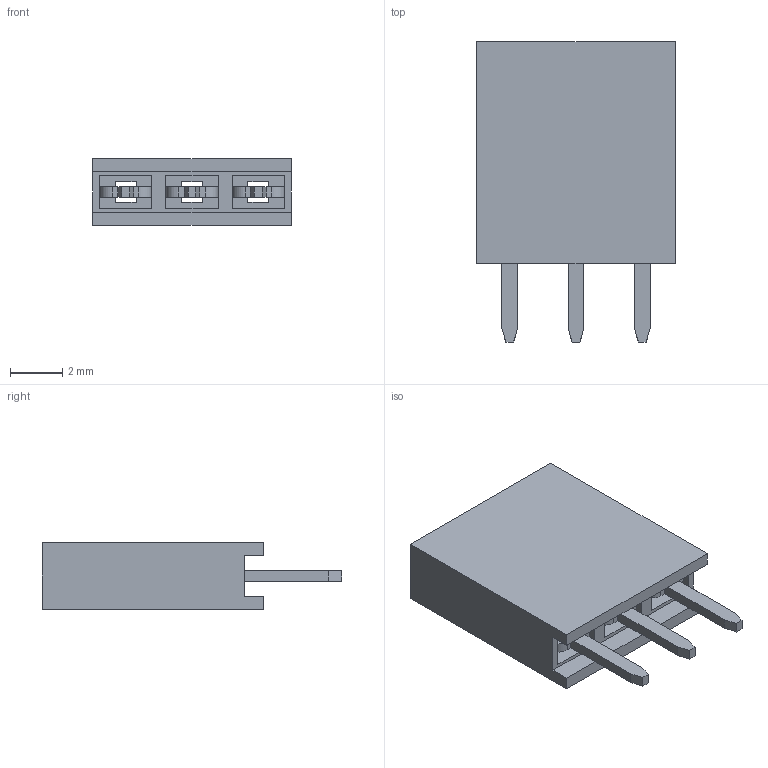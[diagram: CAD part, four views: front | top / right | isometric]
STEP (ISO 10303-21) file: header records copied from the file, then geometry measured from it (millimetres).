
FILE_DESCRIPTION (( 'STEP AP214' ), '1' );
FILE_NAME ('User Library-PBS-3.STEP', '2021-03-07T09:56:22', ( '' ), ( '' ), 'SwSTEP 2.0', 'SolidWorks 2020', '' );
FILE_SCHEMA (( 'AUTOMOTIVE_DESIGN' ));
Length unit declared in the file: millimetre
Products named in the file (3): ContactPL; User Library-PBS-3; PBS3Case
Assembly tree (4 placements, depth 2):
  User Library-PBS-3
    PBS3Case
    ContactPL  x3
Bounding box: 7.62 x 11.5 x 2.54 mm (x, y, z)
Volume: 112.5 mm3; surface area: 443.4 mm2
Topology: 4 solids, 4 shells, 103 faces, 264 edges, 172 vertices
Faces by surface type: plane 88, cylinder 15
Entity records: 2831 total; most frequent: CARTESIAN_POINT 350, ORIENTED_EDGE 336, DIRECTION 326, EDGE_CURVE 168, LINE 158, VECTOR 158, VERTEX_POINT 108, AXIS2_PLACEMENT_3D 84
